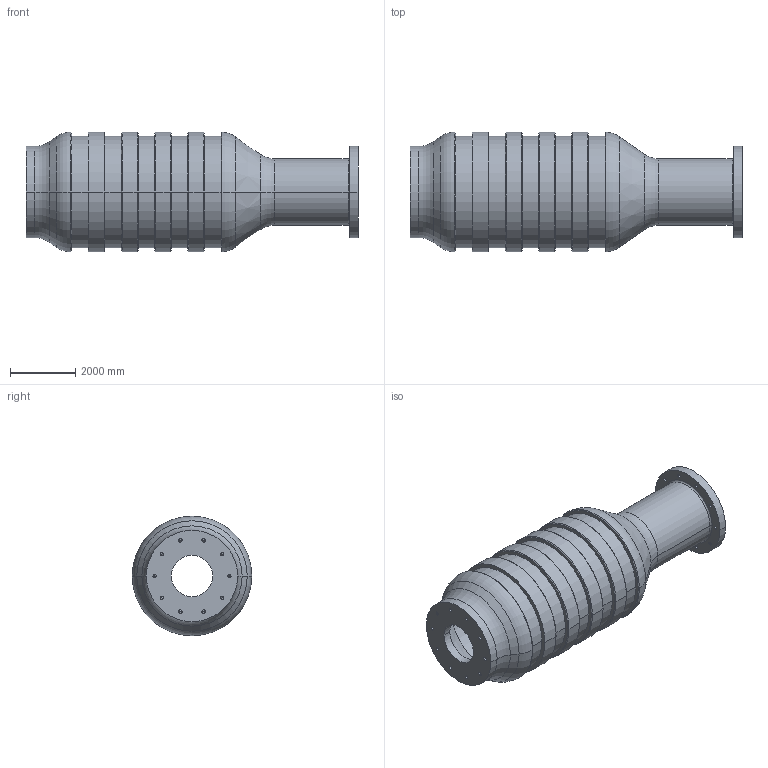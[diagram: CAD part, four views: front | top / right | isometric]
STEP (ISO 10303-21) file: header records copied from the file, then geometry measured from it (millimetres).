
FILE_DESCRIPTION((''),'2;1');
FILE_NAME('CENTRAL_MOUNTING_SHAFT','2025-12-19T09:18:49',('H576696'),('Honeywell International Inc.'),'CREO PARAMETRIC BY PTC INC, 2023134','CREO PARAMETRIC BY PTC INC, 2023134','');
FILE_SCHEMA(('AUTOMOTIVE_DESIGN { 1 0 10303 214 1 1 1 1 }'));
Length unit declared in the file: inch
Products named in the file (1): CENTRAL_MOUNTING_SHAFT
Bounding box: 10160 x 3658.11 x 3658.11 mm (x, y, z)
Volume: 21194117560.2 mm3; surface area: 210355272.1 mm2
Topology: 1 solids, 1 shells, 136 faces, 332 edges, 200 vertices
Faces by surface type: cylinder 76, cone 26, plane 24, torus 10
Entity records: 6261 total; most frequent: DIRECTION 836, CARTESIAN_POINT 671, ORIENTED_EDGE 664, PRESENTATION_STYLE_ASSIGNMENT 469, STYLED_ITEM 469, AXIS2_PLACEMENT_3D 367, CURVE_STYLE 332, EDGE_CURVE 332
